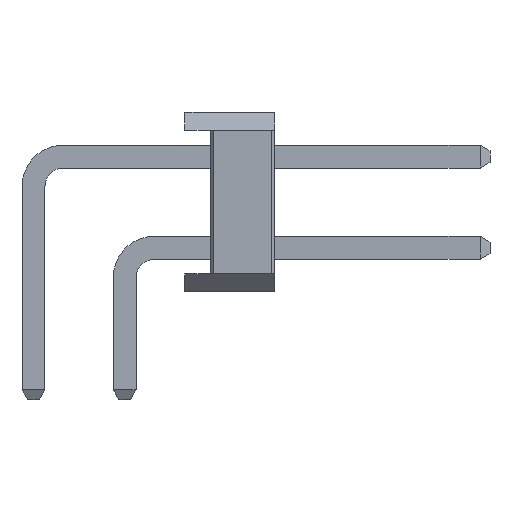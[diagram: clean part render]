
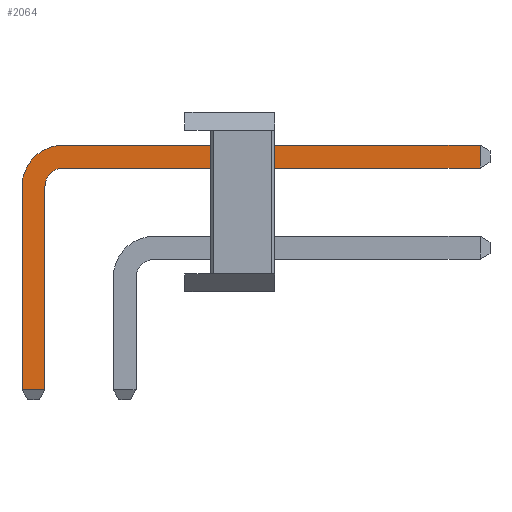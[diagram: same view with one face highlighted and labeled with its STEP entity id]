
A CAD part, left-side view. The second image highlights one B-rep face of the part: STEP entity #2064.
In plain terms, the highlighted planar face has unit normal (-1, 0, 0).
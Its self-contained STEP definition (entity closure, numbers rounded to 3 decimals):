
#2064=ADVANCED_FACE('',(#3510),#3512,.T.);
#3510=FACE_BOUND('',#3511,.T.);
#3511=EDGE_LOOP('',(#4482,#4483,#4484,#4485,#4486,#4487,#4488,#4489));
#3512=PLANE('',#3513);
#3513=AXIS2_PLACEMENT_3D('',#3514,#3515,#3516);
#3514=CARTESIAN_POINT('',(-0.32,2.22,0.));
#3515=DIRECTION('',(-1.,0.,-0.));
#3516=DIRECTION('',(0.,1.,0.));
#4482=ORIENTED_EDGE('',*,*,#4985,.F.);
#4483=ORIENTED_EDGE('',*,*,#4986,.F.);
#4484=ORIENTED_EDGE('',*,*,#4987,.F.);
#4485=ORIENTED_EDGE('',*,*,#4988,.T.);
#4486=ORIENTED_EDGE('',*,*,#4989,.F.);
#4487=ORIENTED_EDGE('',*,*,#4984,.F.);
#4488=ORIENTED_EDGE('',*,*,#4990,.T.);
#4489=ORIENTED_EDGE('',*,*,#4991,.T.);
#4984=EDGE_CURVE('',#5700,#5698,#5702,.T.);
#4985=EDGE_CURVE('',#5703,#5704,#5705,.T.);
#4986=EDGE_CURVE('',#5706,#5703,#5707,.T.);
#4987=EDGE_CURVE('',#5708,#5706,#5709,.T.);
#4988=EDGE_CURVE('',#5708,#5710,#5711,.T.);
#4989=EDGE_CURVE('',#5698,#5710,#5712,.T.);
#4990=EDGE_CURVE('',#5700,#5713,#5714,.T.);
#4991=EDGE_CURVE('',#5713,#5704,#5715,.T.);
#5698=VERTEX_POINT('',#7300);
#5700=VERTEX_POINT('',#7304);
#5702=LINE('',#7308,#7309);
#5703=VERTEX_POINT('',#7311);
#5704=VERTEX_POINT('',#7312);
#5705=LINE('',#7313,#7314);
#5706=VERTEX_POINT('',#7316);
#5707=LINE('',#7317,#7318);
#5708=VERTEX_POINT('',#7320);
#5709=CIRCLE('',#7321,1.152);
#5710=VERTEX_POINT('',#7325);
#5711=LINE('',#7326,#7327);
#5712=LINE('',#7329,#7330);
#5713=VERTEX_POINT('',#7332);
#5714=CIRCLE('',#7333,0.512);
#5715=LINE('',#7337,#7338);
#7300=CARTESIAN_POINT('',(-0.32,2.22,-2.723));
#7304=CARTESIAN_POINT('',(-0.32,2.22,2.938));
#7308=CARTESIAN_POINT('',(-0.32,2.22,2.938));
#7309=VECTOR('',#7310,1.);
#7310=DIRECTION('',(0.,0.,-1.));
#7311=CARTESIAN_POINT('',(-0.32,-9.903,4.09));
#7312=CARTESIAN_POINT('',(-0.32,-9.903,3.45));
#7313=CARTESIAN_POINT('',(-0.32,-9.903,4.09));
#7314=VECTOR('',#7315,1.);
#7315=DIRECTION('',(0.,0.,-1.));
#7316=CARTESIAN_POINT('',(-0.32,1.708,4.09));
#7317=CARTESIAN_POINT('',(-0.32,1.708,4.09));
#7318=VECTOR('',#7319,1.);
#7319=DIRECTION('',(0.,-1.,0.));
#7320=CARTESIAN_POINT('',(-0.32,2.86,2.938));
#7321=AXIS2_PLACEMENT_3D('',#7322,#7323,#7324);
#7322=CARTESIAN_POINT('',(-0.32,1.708,2.938));
#7323=DIRECTION('',(1.,0.,0.));
#7324=DIRECTION('',(0.,1.,0.));
#7325=CARTESIAN_POINT('',(-0.32,2.86,-2.723));
#7326=CARTESIAN_POINT('',(-0.32,2.86,2.938));
#7327=VECTOR('',#7328,1.);
#7328=DIRECTION('',(0.,0.,-1.));
#7329=CARTESIAN_POINT('',(-0.32,2.22,-2.723));
#7330=VECTOR('',#7331,1.);
#7331=DIRECTION('',(0.,1.,0.));
#7332=CARTESIAN_POINT('',(-0.32,1.708,3.45));
#7333=AXIS2_PLACEMENT_3D('',#7334,#7335,#7336);
#7334=CARTESIAN_POINT('',(-0.32,1.708,2.938));
#7335=DIRECTION('',(1.,0.,0.));
#7336=DIRECTION('',(0.,1.,0.));
#7337=CARTESIAN_POINT('',(-0.32,1.708,3.45));
#7338=VECTOR('',#7339,1.);
#7339=DIRECTION('',(0.,-1.,0.));
